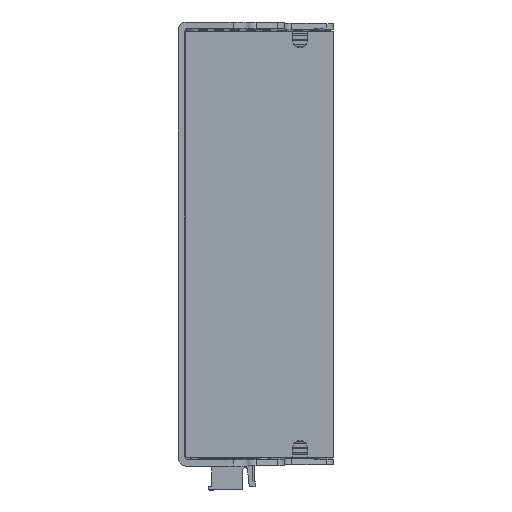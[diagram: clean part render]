
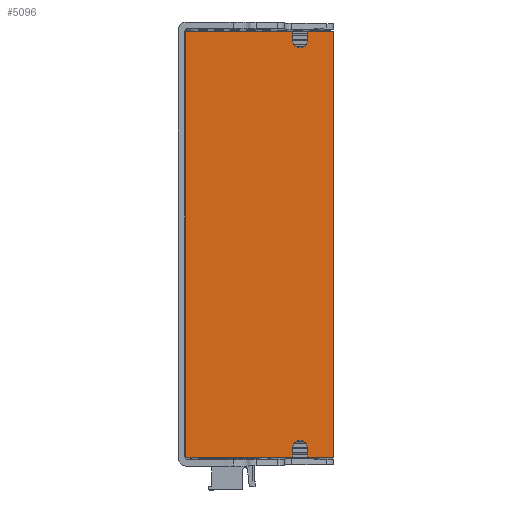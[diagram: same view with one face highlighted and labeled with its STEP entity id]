
A CAD part, left-side view. The second image highlights one B-rep face of the part: STEP entity #5096.
In plain terms, the highlighted planar face has unit normal (-1, 0, 0).
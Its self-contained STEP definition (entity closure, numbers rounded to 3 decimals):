
#981 = VECTOR ( 'NONE', #3954, 1000. ) ;
#1179 = DIRECTION ( 'NONE',  ( -1., 0., 0. ) ) ;
#1671 = VECTOR ( 'NONE', #48918, 1000. ) ;
#1967 = AXIS2_PLACEMENT_3D ( 'NONE', #42738, #11413, #48027 ) ;
#2567 = CARTESIAN_POINT ( 'NONE',  ( -175.009, -81.598, 15.835 ) ) ;
#2615 = EDGE_CURVE ( 'NONE', #48836, #62767, #16151, .T. ) ;
#3104 = CARTESIAN_POINT ( 'NONE',  ( -175.009, -84.201, -118.165 ) ) ;
#3203 = FACE_OUTER_BOUND ( 'NONE', #14998, .T. ) ;
#3954 = DIRECTION ( 'NONE',  ( 0., 0., -1. ) ) ;
#4809 = EDGE_CURVE ( 'NONE', #62979, #31503, #46672, .T. ) ;
#5096 = ADVANCED_FACE ( 'NONE', ( #3203 ), #39605, .T. ) ;
#5399 = CARTESIAN_POINT ( 'NONE',  ( -175.009, -88.701, -122.176 ) ) ;
#6649 = ORIENTED_EDGE ( 'NONE', *, *, #36904, .F. ) ;
#6789 = DIRECTION ( 'NONE',  ( 0., 0., -1. ) ) ;
#7360 = DIRECTION ( 'NONE',  ( -1., 0., 0. ) ) ;
#7370 = CARTESIAN_POINT ( 'NONE',  ( -175.009, -50.451, -118.165 ) ) ;
#7819 = ORIENTED_EDGE ( 'NONE', *, *, #9908, .T. ) ;
#8269 = CIRCLE ( 'NONE', #1967, 2.25 ) ;
#8531 = CARTESIAN_POINT ( 'NONE',  ( -175.009, -86.451, -112.915 ) ) ;
#8973 = VERTEX_POINT ( 'NONE', #15210 ) ;
#9908 = EDGE_CURVE ( 'NONE', #9910, #62979, #67944, .T. ) ;
#9910 = VERTEX_POINT ( 'NONE', #49727 ) ;
#11413 = DIRECTION ( 'NONE',  ( -1., 0., 0. ) ) ;
#11529 = EDGE_CURVE ( 'NONE', #9910, #8973, #56731, .T. ) ;
#12151 = VECTOR ( 'NONE', #18338, 1000. ) ;
#12158 = CARTESIAN_POINT ( 'NONE',  ( -175.009, -88.701, 15.835 ) ) ;
#12202 = DIRECTION ( 'NONE',  ( 0., 0., 1. ) ) ;
#12894 = AXIS2_PLACEMENT_3D ( 'NONE', #38720, #7360, #43930 ) ;
#13726 = CARTESIAN_POINT ( 'NONE',  ( -175.009, -81.598, 15.835 ) ) ;
#14998 = EDGE_LOOP ( 'NONE', ( #57345, #7819, #46212, #37344, #6649, #38405, #47762, #31244, #33407, #47026, #55611, #35038, #46987 ) ) ;
#15210 = CARTESIAN_POINT ( 'NONE',  ( -175.009, -84.201, 12.835 ) ) ;
#16005 = EDGE_CURVE ( 'NONE', #40564, #55558, #41785, .T. ) ;
#16151 = LINE ( 'NONE', #49061, #43993 ) ;
#16977 = AXIS2_PLACEMENT_3D ( 'NONE', #13726, #50407, #19016 ) ;
#18338 = DIRECTION ( 'NONE',  ( 0., 1., 0. ) ) ;
#18619 = CARTESIAN_POINT ( 'NONE',  ( -175.009, -96.951, -118.165 ) ) ;
#19016 = DIRECTION ( 'NONE',  ( 0., 0., 1. ) ) ;
#19025 = DIRECTION ( 'NONE',  ( 0., 1., 0. ) ) ;
#21133 = DIRECTION ( 'NONE',  ( 0., 0., 1. ) ) ;
#23526 = EDGE_CURVE ( 'NONE', #8973, #48836, #48774, .T. ) ;
#23905 = CIRCLE ( 'NONE', #12894, 2.25 ) ;
#24180 = DIRECTION ( 'NONE',  ( 0., 1., 0. ) ) ;
#25394 = VECTOR ( 'NONE', #24180, 1000. ) ;
#27879 = CARTESIAN_POINT ( 'NONE',  ( -175.009, -50.451, 15.835 ) ) ;
#28576 = CARTESIAN_POINT ( 'NONE',  ( -175.009, -81.598, -118.165 ) ) ;
#30371 = VERTEX_POINT ( 'NONE', #53598 ) ;
#31244 = ORIENTED_EDGE ( 'NONE', *, *, #42969, .F. ) ;
#31492 = VECTOR ( 'NONE', #21133, 1000. ) ;
#31503 = VERTEX_POINT ( 'NONE', #7370 ) ;
#32475 = CARTESIAN_POINT ( 'NONE',  ( -175.009, -86.451, 12.835 ) ) ;
#32687 = VECTOR ( 'NONE', #64859, 1000. ) ;
#32708 = LINE ( 'NONE', #55621, #25394 ) ;
#33407 = ORIENTED_EDGE ( 'NONE', *, *, #48415, .F. ) ;
#34494 = VERTEX_POINT ( 'NONE', #47536 ) ;
#35038 = ORIENTED_EDGE ( 'NONE', *, *, #2615, .F. ) ;
#36904 = EDGE_CURVE ( 'NONE', #30371, #63837, #51544, .T. ) ;
#37342 = EDGE_CURVE ( 'NONE', #40564, #62767, #60434, .T. ) ;
#37344 = ORIENTED_EDGE ( 'NONE', *, *, #54578, .F. ) ;
#37521 = VECTOR ( 'NONE', #6789, 1000. ) ;
#37777 = CARTESIAN_POINT ( 'NONE',  ( -175.009, -81.598, 15.835 ) ) ;
#37779 = DIRECTION ( 'NONE',  ( 0., 0., 1. ) ) ;
#38405 = ORIENTED_EDGE ( 'NONE', *, *, #59409, .F. ) ;
#38619 = CARTESIAN_POINT ( 'NONE',  ( -175.009, -96.951, 15.835 ) ) ;
#38720 = CARTESIAN_POINT ( 'NONE',  ( -175.009, -86.451, -115.165 ) ) ;
#39431 = CARTESIAN_POINT ( 'NONE',  ( -175.009, -96.951, 15.835 ) ) ;
#39605 = PLANE ( 'NONE',  #16977 ) ;
#40564 = VERTEX_POINT ( 'NONE', #39431 ) ;
#41785 = LINE ( 'NONE', #38619, #1671 ) ;
#42738 = CARTESIAN_POINT ( 'NONE',  ( -175.009, -86.451, -115.165 ) ) ;
#42969 = EDGE_CURVE ( 'NONE', #56847, #34494, #59460, .T. ) ;
#43016 = DIRECTION ( 'NONE',  ( 0., 1., 0. ) ) ;
#43930 = DIRECTION ( 'NONE',  ( 0., 0., -1. ) ) ;
#43993 = VECTOR ( 'NONE', #12202, 1000. ) ;
#44951 = VERTEX_POINT ( 'NONE', #8531 ) ;
#46212 = ORIENTED_EDGE ( 'NONE', *, *, #4809, .T. ) ;
#46427 = VECTOR ( 'NONE', #43016, 1000. ) ;
#46672 = LINE ( 'NONE', #27879, #32687 ) ;
#46987 = ORIENTED_EDGE ( 'NONE', *, *, #23526, .F. ) ;
#47026 = ORIENTED_EDGE ( 'NONE', *, *, #16005, .F. ) ;
#47536 = CARTESIAN_POINT ( 'NONE',  ( -175.009, -88.701, -115.165 ) ) ;
#47762 = ORIENTED_EDGE ( 'NONE', *, *, #58925, .F. ) ;
#48027 = DIRECTION ( 'NONE',  ( 0., 0., -1. ) ) ;
#48415 = EDGE_CURVE ( 'NONE', #55558, #56847, #53811, .T. ) ;
#48774 = CIRCLE ( 'NONE', #57534, 2.25 ) ;
#48836 = VERTEX_POINT ( 'NONE', #49177 ) ;
#48918 = DIRECTION ( 'NONE',  ( 0., 0., -1. ) ) ;
#49061 = CARTESIAN_POINT ( 'NONE',  ( -175.009, -88.701, 19.846 ) ) ;
#49177 = CARTESIAN_POINT ( 'NONE',  ( -175.009, -88.701, 12.835 ) ) ;
#49727 = CARTESIAN_POINT ( 'NONE',  ( -175.009, -84.201, 15.835 ) ) ;
#50407 = DIRECTION ( 'NONE',  ( -1., 0., 0. ) ) ;
#51544 = LINE ( 'NONE', #53733, #37521 ) ;
#52163 = VECTOR ( 'NONE', #19025, 1000. ) ;
#53598 = CARTESIAN_POINT ( 'NONE',  ( -175.009, -84.201, -115.165 ) ) ;
#53733 = CARTESIAN_POINT ( 'NONE',  ( -175.009, -84.201, -122.176 ) ) ;
#53811 = LINE ( 'NONE', #28576, #52163 ) ;
#54578 = EDGE_CURVE ( 'NONE', #63837, #31503, #32708, .T. ) ;
#55558 = VERTEX_POINT ( 'NONE', #18619 ) ;
#55611 = ORIENTED_EDGE ( 'NONE', *, *, #37342, .T. ) ;
#55621 = CARTESIAN_POINT ( 'NONE',  ( -175.009, -81.598, -118.165 ) ) ;
#56157 = CARTESIAN_POINT ( 'NONE',  ( -175.009, -84.201, 19.846 ) ) ;
#56283 = CARTESIAN_POINT ( 'NONE',  ( -175.009, -88.701, -118.165 ) ) ;
#56731 = LINE ( 'NONE', #56157, #981 ) ;
#56847 = VERTEX_POINT ( 'NONE', #56283 ) ;
#57345 = ORIENTED_EDGE ( 'NONE', *, *, #11529, .F. ) ;
#57534 = AXIS2_PLACEMENT_3D ( 'NONE', #32475, #1179, #37779 ) ;
#58925 = EDGE_CURVE ( 'NONE', #34494, #44951, #23905, .T. ) ;
#59409 = EDGE_CURVE ( 'NONE', #44951, #30371, #8269, .T. ) ;
#59460 = LINE ( 'NONE', #5399, #31492 ) ;
#60434 = LINE ( 'NONE', #37777, #46427 ) ;
#61446 = CARTESIAN_POINT ( 'NONE',  ( -175.009, -50.451, 15.835 ) ) ;
#62767 = VERTEX_POINT ( 'NONE', #12158 ) ;
#62979 = VERTEX_POINT ( 'NONE', #61446 ) ;
#63837 = VERTEX_POINT ( 'NONE', #3104 ) ;
#64859 = DIRECTION ( 'NONE',  ( 0., 0., -1. ) ) ;
#67944 = LINE ( 'NONE', #2567, #12151 ) ;
